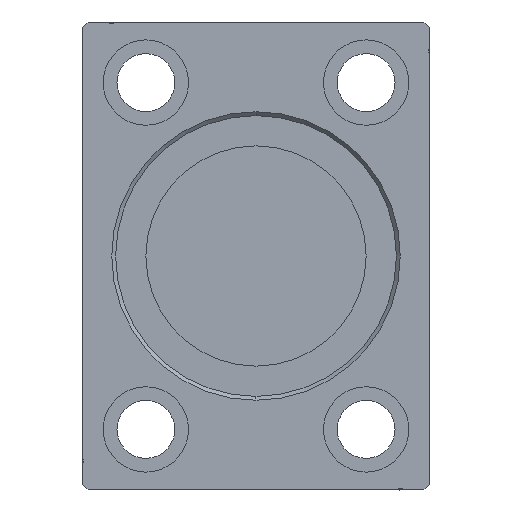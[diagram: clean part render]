
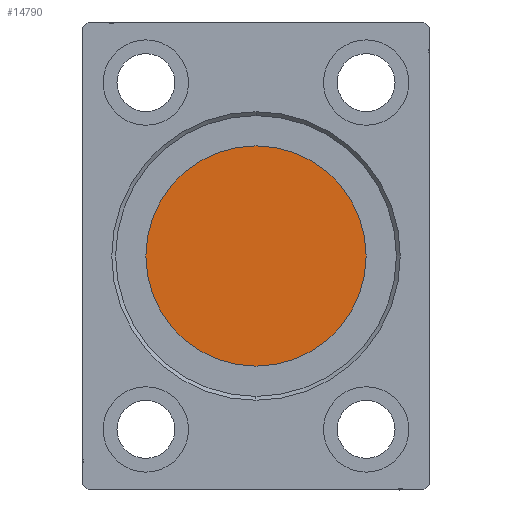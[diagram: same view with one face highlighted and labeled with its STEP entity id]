
A CAD part, left-side view. The second image highlights one B-rep face of the part: STEP entity #14790.
In plain terms, the highlighted planar face has unit normal (-1, 0, 0).
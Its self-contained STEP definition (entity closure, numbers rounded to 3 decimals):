
#1252 = CIRCLE ( 'NONE', #31410, 20. ) ;
#1718 = DIRECTION ( 'NONE',  ( -1., 0., 0. ) ) ;
#3886 = DIRECTION ( 'NONE',  ( -1., 0., 0. ) ) ;
#6072 = AXIS2_PLACEMENT_3D ( 'NONE', #32090, #25457, #8255 ) ;
#7518 = CARTESIAN_POINT ( 'NONE',  ( 275.7, 0., 0. ) ) ;
#8255 = DIRECTION ( 'NONE',  ( 0., 0., 1. ) ) ;
#8268 = VERTEX_POINT ( 'NONE', #19233 ) ;
#10160 = AXIS2_PLACEMENT_3D ( 'NONE', #7518, #3886, #37141 ) ;
#13604 = CIRCLE ( 'NONE', #10160, 20. ) ;
#14345 = EDGE_CURVE ( 'NONE', #8268, #28742, #13604, .T. ) ;
#14540 = EDGE_CURVE ( 'NONE', #28742, #8268, #1252, .T. ) ;
#14790 = ADVANCED_FACE ( 'NONE', ( #28663 ), #41332, .T. ) ;
#19233 = CARTESIAN_POINT ( 'NONE',  ( 275.7, 0., -20. ) ) ;
#19612 = ORIENTED_EDGE ( 'NONE', *, *, #14540, .T. ) ;
#22464 = ORIENTED_EDGE ( 'NONE', *, *, #14345, .T. ) ;
#25457 = DIRECTION ( 'NONE',  ( -1., 0., 0. ) ) ;
#26500 = EDGE_LOOP ( 'NONE', ( #19612, #22464 ) ) ;
#27495 = CARTESIAN_POINT ( 'NONE',  ( 275.7, 0., 0. ) ) ;
#28663 = FACE_OUTER_BOUND ( 'NONE', #26500, .T. ) ;
#28742 = VERTEX_POINT ( 'NONE', #40583 ) ;
#31410 = AXIS2_PLACEMENT_3D ( 'NONE', #27495, #1718, #40591 ) ;
#32090 = CARTESIAN_POINT ( 'NONE',  ( 275.7, 0., 0. ) ) ;
#37141 = DIRECTION ( 'NONE',  ( 0., 0., 1. ) ) ;
#40583 = CARTESIAN_POINT ( 'NONE',  ( 275.7, 0., 20. ) ) ;
#40591 = DIRECTION ( 'NONE',  ( 0., 0., 1. ) ) ;
#41332 = PLANE ( 'NONE',  #6072 ) ;
